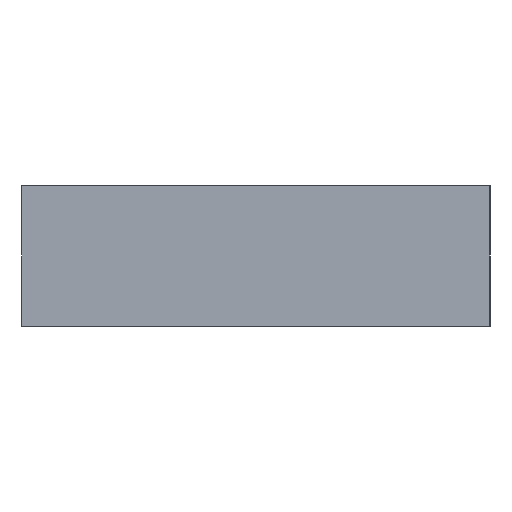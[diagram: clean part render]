
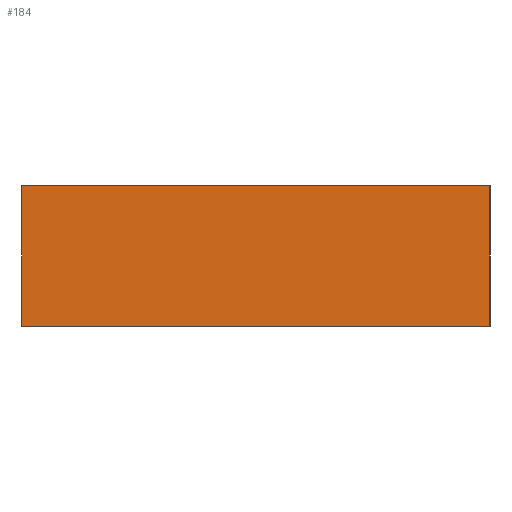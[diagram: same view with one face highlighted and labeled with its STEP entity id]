
A CAD part, left-side view. The second image highlights one B-rep face of the part: STEP entity #184.
In plain terms, the highlighted planar face has unit normal (-1, 0, 0).
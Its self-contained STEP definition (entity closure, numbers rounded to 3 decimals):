
#176=AXIS2_PLACEMENT_3D('Plane Axis2P3D',#173,#174,#175) ;
#58=CARTESIAN_POINT('Vertex',(0.,0.,0.)) ;
#63=CARTESIAN_POINT('Line Origine',(0.,5.,0.)) ;
#67=CARTESIAN_POINT('Vertex',(0.,10.,0.)) ;
#94=CARTESIAN_POINT('Line Origine',(0.,10.,1.5)) ;
#98=CARTESIAN_POINT('Vertex',(0.,10.,3.)) ;
#125=CARTESIAN_POINT('Line Origine',(0.,5.,3.)) ;
#129=CARTESIAN_POINT('Vertex',(0.,0.,3.)) ;
#156=CARTESIAN_POINT('Line Origine',(0.,0.,1.5)) ;
#173=CARTESIAN_POINT('Axis2P3D Location',(0.,0.,0.)) ;
#64=DIRECTION('Vector Direction',(0.,1.,0.)) ;
#95=DIRECTION('Vector Direction',(0.,0.,1.)) ;
#126=DIRECTION('Vector Direction',(0.,-1.,0.)) ;
#157=DIRECTION('Vector Direction',(0.,0.,-1.)) ;
#174=DIRECTION('Axis2P3D Direction',(1.,0.,0.)) ;
#175=DIRECTION('Axis2P3D XDirection',(0.,1.,0.)) ;
#65=VECTOR('Line Direction',#64,1.) ;
#96=VECTOR('Line Direction',#95,1.) ;
#127=VECTOR('Line Direction',#126,1.) ;
#158=VECTOR('Line Direction',#157,1.) ;
#179=ORIENTED_EDGE('',*,*,#160,.F.) ;
#180=ORIENTED_EDGE('',*,*,#131,.F.) ;
#181=ORIENTED_EDGE('',*,*,#100,.F.) ;
#182=ORIENTED_EDGE('',*,*,#69,.F.) ;
#184=ADVANCED_FACE('Koerper.2',(#183),#177,.F.) ;
#69=EDGE_CURVE('',#59,#68,#66,.T.) ;
#100=EDGE_CURVE('',#68,#99,#97,.T.) ;
#131=EDGE_CURVE('',#99,#130,#128,.T.) ;
#160=EDGE_CURVE('',#130,#59,#159,.T.) ;
#178=EDGE_LOOP('',(#179,#180,#181,#182)) ;
#183=FACE_OUTER_BOUND('',#178,.T.) ;
#66=LINE('Line',#63,#65) ;
#97=LINE('Line',#94,#96) ;
#128=LINE('Line',#125,#127) ;
#159=LINE('Line',#156,#158) ;
#177=PLANE('',#176) ;
#59=VERTEX_POINT('',#58) ;
#68=VERTEX_POINT('',#67) ;
#99=VERTEX_POINT('',#98) ;
#130=VERTEX_POINT('',#129) ;
